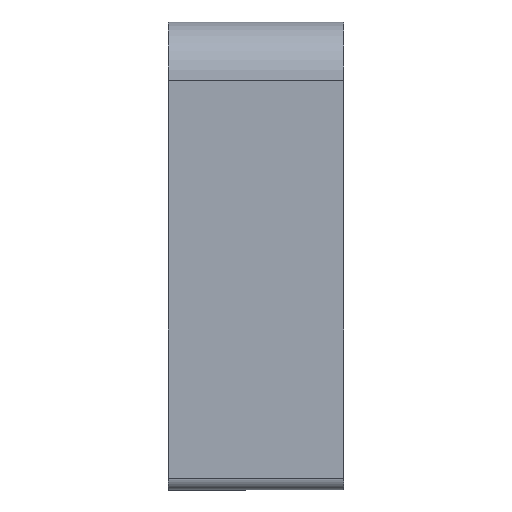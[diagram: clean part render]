
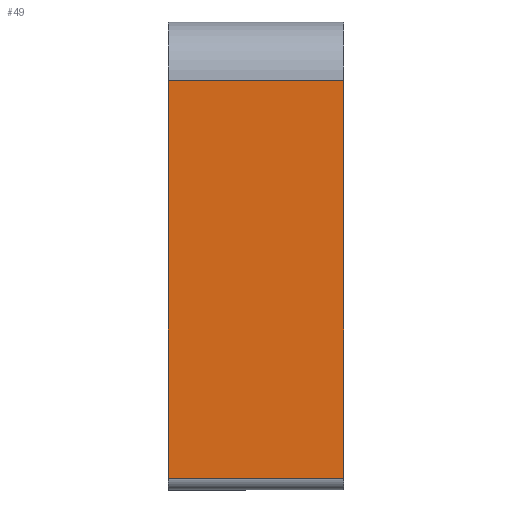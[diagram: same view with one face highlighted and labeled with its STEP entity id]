
A CAD part, left-side view. The second image highlights one B-rep face of the part: STEP entity #49.
In plain terms, the highlighted planar face has unit normal (-1, 0, 0).
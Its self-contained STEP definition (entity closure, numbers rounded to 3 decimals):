
#6 = EDGE_CURVE ( 'NONE', #16, #48, #163, .T. ) ;
#16 = VERTEX_POINT ( 'NONE', #677 ) ;
#38 = DIRECTION ( 'NONE',  ( 1., 0., 0. ) ) ;
#48 = VERTEX_POINT ( 'NONE', #683 ) ;
#49 = ADVANCED_FACE ( 'NONE', ( #568 ), #832, .F. ) ;
#71 = VECTOR ( 'NONE', #1027, 1000. ) ;
#163 = LINE ( 'NONE', #307, #505 ) ;
#248 = ORIENTED_EDGE ( 'NONE', *, *, #828, .F. ) ;
#262 = CARTESIAN_POINT ( 'NONE',  ( -39., 15., 20. ) ) ;
#307 = CARTESIAN_POINT ( 'NONE',  ( -39., 0., 20. ) ) ;
#318 = EDGE_CURVE ( 'NONE', #972, #1600, #1413, .T. ) ;
#383 = CARTESIAN_POINT ( 'NONE',  ( -39., 15., -19. ) ) ;
#403 = LINE ( 'NONE', #1350, #429 ) ;
#429 = VECTOR ( 'NONE', #1474, 1000. ) ;
#440 = EDGE_CURVE ( 'NONE', #972, #16, #403, .T. ) ;
#505 = VECTOR ( 'NONE', #951, 1000. ) ;
#552 = ORIENTED_EDGE ( 'NONE', *, *, #6, .F. ) ;
#568 = FACE_OUTER_BOUND ( 'NONE', #1028, .T. ) ;
#677 = CARTESIAN_POINT ( 'NONE',  ( -39., 0., 15. ) ) ;
#683 = CARTESIAN_POINT ( 'NONE',  ( -39., 0., -19. ) ) ;
#782 = VECTOR ( 'NONE', #1292, 1000. ) ;
#828 = EDGE_CURVE ( 'NONE', #48, #1600, #1524, .T. ) ;
#832 = PLANE ( 'NONE',  #835 ) ;
#835 = AXIS2_PLACEMENT_3D ( 'NONE', #1457, #38, #1451 ) ;
#951 = DIRECTION ( 'NONE',  ( 0., 0., -1. ) ) ;
#961 = CARTESIAN_POINT ( 'NONE',  ( -39., 15., -19. ) ) ;
#972 = VERTEX_POINT ( 'NONE', #1399 ) ;
#1027 = DIRECTION ( 'NONE',  ( 0., 1., 0. ) ) ;
#1028 = EDGE_LOOP ( 'NONE', ( #552, #1368, #1249, #248 ) ) ;
#1249 = ORIENTED_EDGE ( 'NONE', *, *, #318, .T. ) ;
#1292 = DIRECTION ( 'NONE',  ( 0., 0., -1. ) ) ;
#1350 = CARTESIAN_POINT ( 'NONE',  ( -39., 15., 15. ) ) ;
#1368 = ORIENTED_EDGE ( 'NONE', *, *, #440, .F. ) ;
#1399 = CARTESIAN_POINT ( 'NONE',  ( -39., 15., 15. ) ) ;
#1413 = LINE ( 'NONE', #262, #782 ) ;
#1451 = DIRECTION ( 'NONE',  ( 0., 0., 1. ) ) ;
#1457 = CARTESIAN_POINT ( 'NONE',  ( -39., 15., 20. ) ) ;
#1474 = DIRECTION ( 'NONE',  ( 0., -1., 0. ) ) ;
#1524 = LINE ( 'NONE', #383, #71 ) ;
#1600 = VERTEX_POINT ( 'NONE', #961 ) ;
